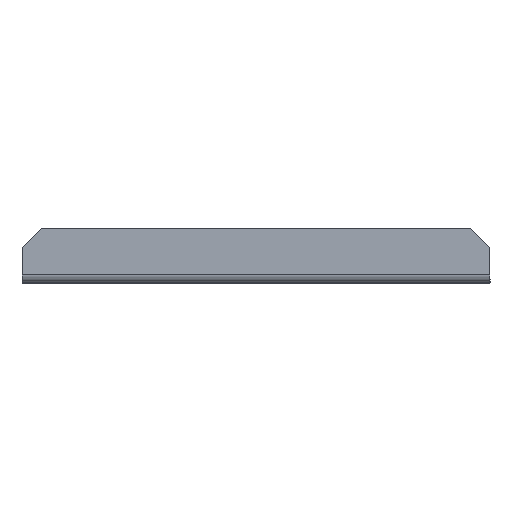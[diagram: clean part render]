
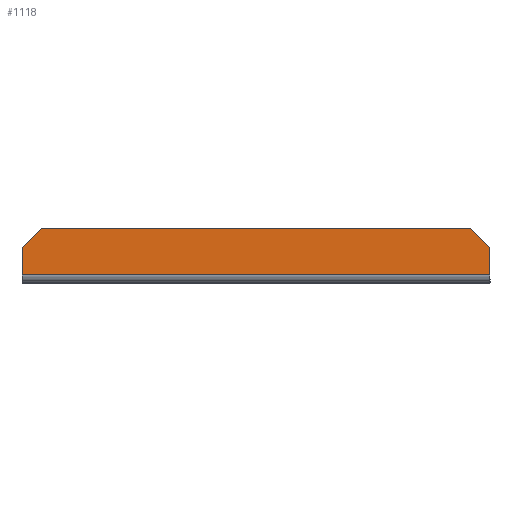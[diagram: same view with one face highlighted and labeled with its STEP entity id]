
A CAD part, top view. The second image highlights one B-rep face of the part: STEP entity #1118.
In plain terms, the highlighted planar face has unit normal (0, 0, 1).
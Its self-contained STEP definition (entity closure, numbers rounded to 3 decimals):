
#21 = LINE ( 'NONE', #2357, #3417 ) ;
#32 = VERTEX_POINT ( 'NONE', #2477 ) ;
#47 = DIRECTION ( 'NONE',  ( 0., -1., 0. ) ) ;
#64 = EDGE_CURVE ( 'NONE', #3352, #32, #154, .T. ) ;
#154 = LINE ( 'NONE', #1686, #228 ) ;
#167 = LINE ( 'NONE', #3351, #3085 ) ;
#228 = VECTOR ( 'NONE', #47, 1000. ) ;
#245 = VERTEX_POINT ( 'NONE', #3217 ) ;
#297 = DIRECTION ( 'NONE',  ( -0.707, -0.707, 0. ) ) ;
#316 = CARTESIAN_POINT ( 'NONE',  ( -112.5, 25., 198.737 ) ) ;
#441 = EDGE_CURVE ( 'NONE', #32, #1733, #1177, .T. ) ;
#524 = EDGE_CURVE ( 'NONE', #245, #3303, #21, .T. ) ;
#561 = LINE ( 'NONE', #1133, #2449 ) ;
#577 = PLANE ( 'NONE',  #2633 ) ;
#709 = VECTOR ( 'NONE', #736, 1000. ) ;
#736 = DIRECTION ( 'NONE',  ( 1., 0., 0. ) ) ;
#1031 = EDGE_CURVE ( 'NONE', #3303, #1775, #2892, .T. ) ;
#1114 = DIRECTION ( 'NONE',  ( 1., 0., 0. ) ) ;
#1118 = ADVANCED_FACE ( 'NONE', ( #3153 ), #577, .T. ) ;
#1133 = CARTESIAN_POINT ( 'NONE',  ( -68.75, 68.75, 198.737 ) ) ;
#1167 = CARTESIAN_POINT ( 'NONE',  ( -122.5, 15., 198.737 ) ) ;
#1177 = LINE ( 'NONE', #2627, #709 ) ;
#1686 = CARTESIAN_POINT ( 'NONE',  ( -122.5, 0., 198.737 ) ) ;
#1733 = VERTEX_POINT ( 'NONE', #3001 ) ;
#1775 = VERTEX_POINT ( 'NONE', #316 ) ;
#1841 = CARTESIAN_POINT ( 'NONE',  ( 0., 25., 198.737 ) ) ;
#1852 = ORIENTED_EDGE ( 'NONE', *, *, #1031, .T. ) ;
#1891 = EDGE_CURVE ( 'NONE', #1775, #3352, #561, .T. ) ;
#1971 = ORIENTED_EDGE ( 'NONE', *, *, #441, .T. ) ;
#2052 = VECTOR ( 'NONE', #2915, 1000. ) ;
#2295 = ORIENTED_EDGE ( 'NONE', *, *, #1891, .T. ) ;
#2357 = CARTESIAN_POINT ( 'NONE',  ( 68.75, 68.75, 198.737 ) ) ;
#2449 = VECTOR ( 'NONE', #297, 1000. ) ;
#2453 = DIRECTION ( 'NONE',  ( 0., 0., 1. ) ) ;
#2474 = CARTESIAN_POINT ( 'NONE',  ( 112.5, 25., 198.737 ) ) ;
#2477 = CARTESIAN_POINT ( 'NONE',  ( -122.5, 0.737, 198.737 ) ) ;
#2627 = CARTESIAN_POINT ( 'NONE',  ( 0., 0.737, 198.737 ) ) ;
#2633 = AXIS2_PLACEMENT_3D ( 'NONE', #2967, #2453, #1114 ) ;
#2687 = ORIENTED_EDGE ( 'NONE', *, *, #524, .T. ) ;
#2691 = EDGE_LOOP ( 'NONE', ( #1852, #2295, #3006, #1971, #3266, #2687 ) ) ;
#2892 = LINE ( 'NONE', #1841, #2052 ) ;
#2915 = DIRECTION ( 'NONE',  ( -1., 0., 0. ) ) ;
#2967 = CARTESIAN_POINT ( 'NONE',  ( 0., 0., 198.737 ) ) ;
#3001 = CARTESIAN_POINT ( 'NONE',  ( 122.5, 0.737, 198.737 ) ) ;
#3006 = ORIENTED_EDGE ( 'NONE', *, *, #64, .T. ) ;
#3085 = VECTOR ( 'NONE', #3374, 1000. ) ;
#3153 = FACE_OUTER_BOUND ( 'NONE', #2691, .T. ) ;
#3186 = DIRECTION ( 'NONE',  ( -0.707, 0.707, 0. ) ) ;
#3217 = CARTESIAN_POINT ( 'NONE',  ( 122.5, 15., 198.737 ) ) ;
#3266 = ORIENTED_EDGE ( 'NONE', *, *, #3483, .T. ) ;
#3303 = VERTEX_POINT ( 'NONE', #2474 ) ;
#3351 = CARTESIAN_POINT ( 'NONE',  ( 122.5, 0., 198.737 ) ) ;
#3352 = VERTEX_POINT ( 'NONE', #1167 ) ;
#3374 = DIRECTION ( 'NONE',  ( 0., 1., 0. ) ) ;
#3417 = VECTOR ( 'NONE', #3186, 1000. ) ;
#3483 = EDGE_CURVE ( 'NONE', #1733, #245, #167, .T. ) ;
